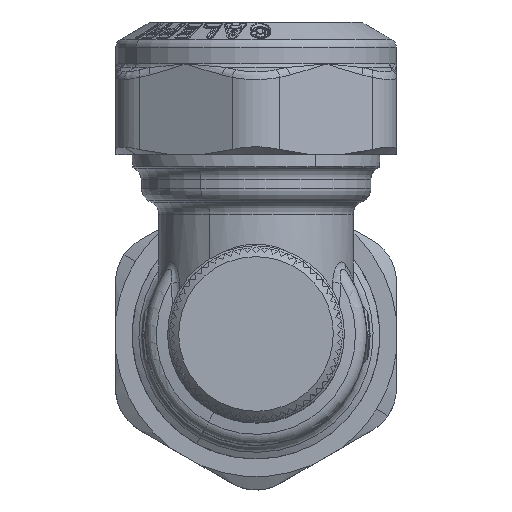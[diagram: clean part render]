
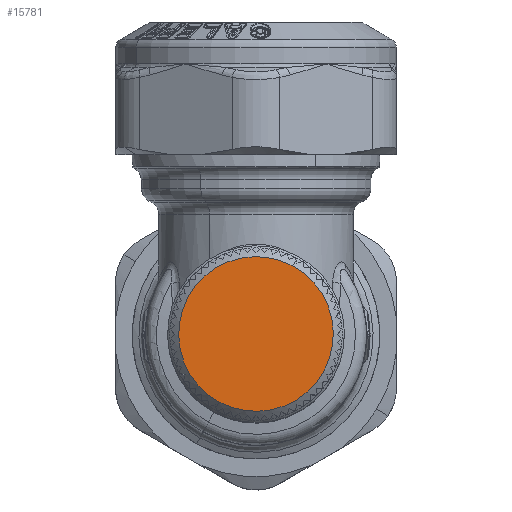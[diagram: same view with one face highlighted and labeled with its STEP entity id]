
A CAD part, top view. The second image highlights one B-rep face of the part: STEP entity #15781.
In plain terms, the highlighted planar face has unit normal (0, 0, 1).
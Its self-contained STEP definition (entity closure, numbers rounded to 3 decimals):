
#15745=CARTESIAN_POINT('Vertex',(4.195,7.679,87.6)) ;
#15752=CARTESIAN_POINT('Vertex',(-4.195,-7.679,87.6)) ;
#15755=CARTESIAN_POINT('Axis2P3D Location',(0.,0.,87.6)) ;
#15767=CARTESIAN_POINT('Axis2P3D Location',(0.,-8.75,87.6)) ;
#15772=CARTESIAN_POINT('Axis2P3D Location',(0.,0.,87.6)) ;
#15756=DIRECTION('Axis2P3D Direction',(0.,0.,-1.)) ;
#15768=DIRECTION('Axis2P3D Direction',(0.,0.,-1.)) ;
#15769=DIRECTION('Axis2P3D XDirection',(1.,0.,0.)) ;
#15773=DIRECTION('Axis2P3D Direction',(0.,0.,-1.)) ;
#15757=AXIS2_PLACEMENT_3D('Circle Axis2P3D',#15755,#15756,$) ;
#15770=AXIS2_PLACEMENT_3D('Plane Axis2P3D',#15767,#15768,#15769) ;
#15774=AXIS2_PLACEMENT_3D('Circle Axis2P3D',#15772,#15773,$) ;
#15758=CIRCLE('generated circle',#15757,8.75) ;
#15775=CIRCLE('generated circle',#15774,8.75) ;
#15771=PLANE('',#15770) ;
#15759=EDGE_CURVE('',#15753,#15746,#15758,.T.) ;
#15776=EDGE_CURVE('',#15746,#15753,#15775,.T.) ;
#15778=ORIENTED_EDGE('',*,*,#15776,.F.) ;
#15779=ORIENTED_EDGE('',*,*,#15759,.F.) ;
#15777=EDGE_LOOP('',(#15778,#15779)) ;
#15746=VERTEX_POINT('',#15745) ;
#15753=VERTEX_POINT('',#15752) ;
#15781=ADVANCED_FACE('PartBody',(#15780),#15771,.F.) ;
#15780=FACE_OUTER_BOUND('',#15777,.T.) ;
